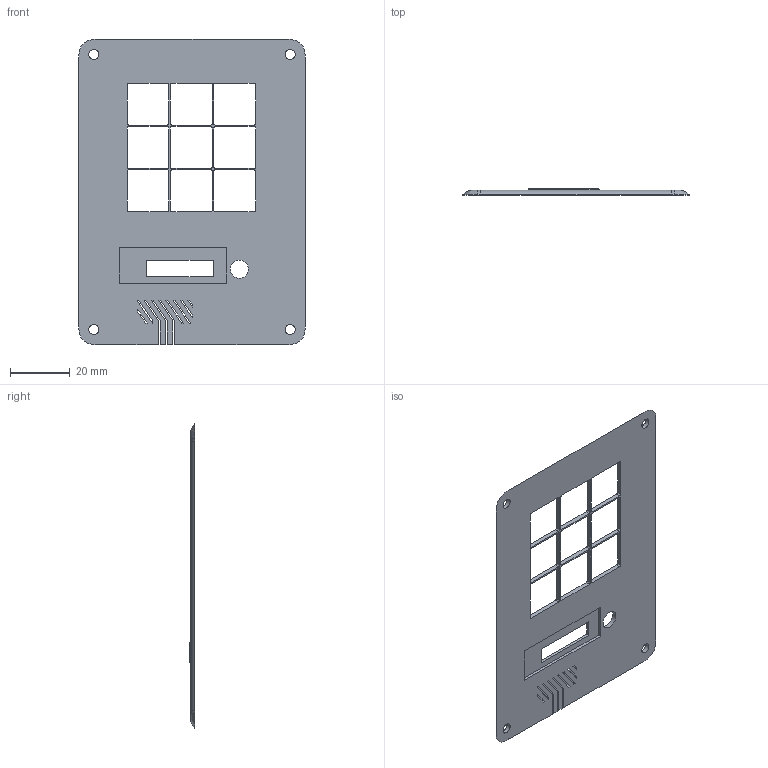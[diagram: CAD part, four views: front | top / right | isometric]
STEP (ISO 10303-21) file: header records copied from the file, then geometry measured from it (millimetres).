
FILE_DESCRIPTION(/* description */ (''),/* implementation_level */ '2;1');
FILE_NAME(/* name */ 'CoolPad_Case_Top.step',/* time_stamp */ '2026-01-30T23:42:01-08:00',/* author */ (''),/* organization */ (''),/* preprocessor_version */ 'ST-DEVELOPER v20.1',/* originating_system */ 'Autodesk Translation Framework v14.21.0.0',/* authorisation */ '');
FILE_SCHEMA (('AUTOMOTIVE_DESIGN { 1 0 10303 214 3 1 1 }'));
Length unit declared in the file: millimetre
Products named in the file (1): CoolPad_CaseTop
Bounding box: 75.63 x 2 x 102.01 mm (x, y, z)
Volume: 7693.8 mm3; surface area: 12798.9 mm2
Topology: 1 solids, 1 shells, 157 faces, 457 edges, 300 vertices
Faces by surface type: plane 93, cylinder 60, bspline 4
Full cylindrical faces by diameter (mm): 3.4 x4, 6.1 x1
Entity records: 5334 total; most frequent: CARTESIAN_POINT 987, ORIENTED_EDGE 914, DIRECTION 875, EDGE_CURVE 457, LINE 331, VECTOR 331, VERTEX_POINT 300, AXIS2_PLACEMENT_3D 272
